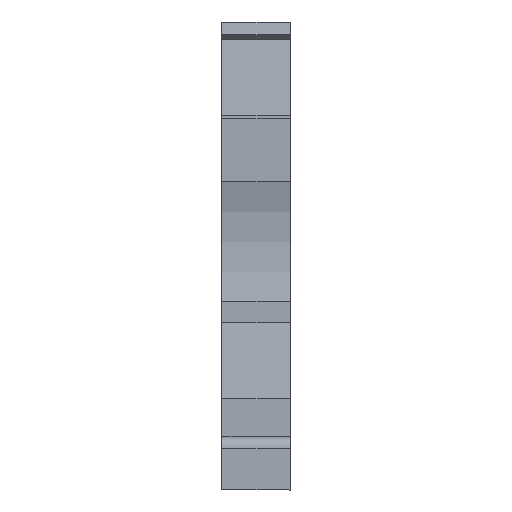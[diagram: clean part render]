
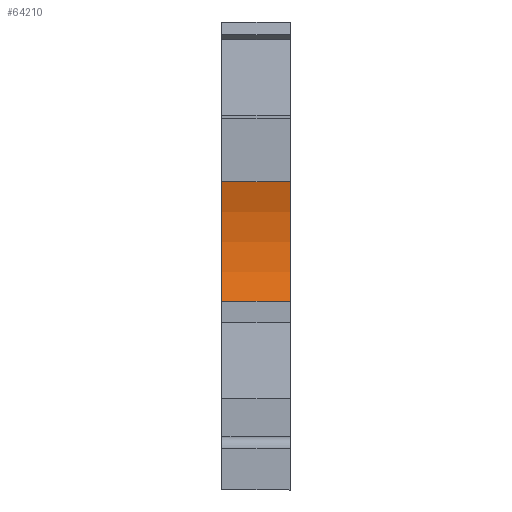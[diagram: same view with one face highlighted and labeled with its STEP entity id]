
A CAD part, front view. The second image highlights one B-rep face of the part: STEP entity #64210.
In plain terms, the highlighted cylindrical face has radius 15 mm (diameter 30 mm), a partial arc.
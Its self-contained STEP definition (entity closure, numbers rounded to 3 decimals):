
#4020=CARTESIAN_POINT('',(9.915,9.839,
0.));
#4030=VERTEX_POINT('',#4020);
#4060=CARTESIAN_POINT('',(-4.835,12.562,
0.));
#4070=DIRECTION('',(0.,0.,1.));
#4080=DIRECTION('',(0.993,0.122,
0.));
#4090=AXIS2_PLACEMENT_3D('',#4060,#4070,#4080);
#4100=CIRCLE('',#4090,15.);
#4110=CARTESIAN_POINT('',(8.819,18.772,
0.));
#4120=VERTEX_POINT('',#4110);
#4130=EDGE_CURVE('',#4030,#4120,#4100,.T.);
#12090=CARTESIAN_POINT('',(8.819,18.772,
-5.15));
#12100=VERTEX_POINT('',#12090);
#12130=CARTESIAN_POINT('',(-4.835,12.562,
-5.15));
#12140=DIRECTION('',(0.,0.,1.));
#12150=DIRECTION('',(0.993,0.122,
0.));
#12160=AXIS2_PLACEMENT_3D('',#12130,#12140,#12150);
#12170=CIRCLE('',#12160,15.);
#12180=CARTESIAN_POINT('',(9.915,9.839,
-5.15));
#12190=VERTEX_POINT('',#12180);
#12200=EDGE_CURVE('',#12190,#12100,#12170,.T.);
#63890=CARTESIAN_POINT('',(9.915,9.839,
0.));
#63900=DIRECTION('',(0.,0.,-1.));
#63910=VECTOR('',#63900,1.);
#63920=LINE('',#63890,#63910);
#63930=EDGE_CURVE('',#4030,#12190,#63920,.T.);
#64050=CARTESIAN_POINT('',(-4.835,12.562,
0.));
#64060=DIRECTION('',(0.,0.,1.));
#64070=DIRECTION('',(0.993,0.122,
0.));
#64080=AXIS2_PLACEMENT_3D('',#64050,#64060,#64070);
#64090=CYLINDRICAL_SURFACE('',#64080,15.);
#64100=ORIENTED_EDGE('',*,*,#4130,.T.);
#64110=ORIENTED_EDGE('',*,*,#63930,.F.);
#64120=ORIENTED_EDGE('',*,*,#12200,.F.);
#64130=CARTESIAN_POINT('',(8.819,18.772,
0.));
#64140=DIRECTION('',(0.,0.,-1.));
#64150=VECTOR('',#64140,1.);
#64160=LINE('',#64130,#64150);
#64170=EDGE_CURVE('',#4120,#12100,#64160,.T.);
#64180=ORIENTED_EDGE('',*,*,#64170,.T.);
#64190=EDGE_LOOP('',(#64180,#64120,#64110,#64100));
#64200=FACE_OUTER_BOUND('',#64190,.T.);
#64210=ADVANCED_FACE('',(#64200),#64090,.F.);
